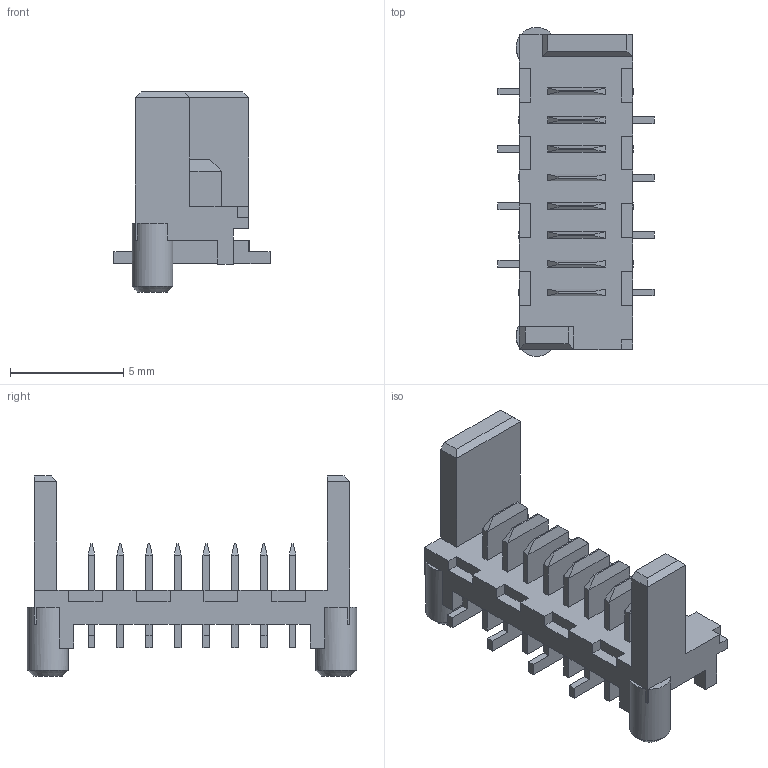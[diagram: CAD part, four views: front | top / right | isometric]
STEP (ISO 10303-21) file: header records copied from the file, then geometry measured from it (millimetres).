
FILE_DESCRIPTION(/* description */ ('model of Molex_Picoflex_90814_08x1.27mm_Straight_SMD'),/* implementation_level */ '2;1');
FILE_NAME(/* name */ 'Molex_Picoflex_90814_08x1.27mm_Straight_SMD.step',/* time_stamp */ '2017-08-11T16:33:48',/* author */ ('Stefan Olsson',''),/* organization */ (''),/* preprocessor_version */ '',/* originating_system */ '',/* authorisation */ '');
FILE_SCHEMA(('AUTOMOTIVE_DESIGN { 1 0 10303 214 1 1 1 1 }'));
Length unit declared in the file: millimetre
Products named in the file (1): Molex_Picoflex_90814_08
Bounding box: 6.9 x 14.55 x 8.85 mm (x, y, z)
Volume: 167.3 mm3; surface area: 506.4 mm2
Topology: 1 solids, 1 shells, 227 faces, 613 edges, 396 vertices
Faces by surface type: plane 223, cylinder 2, cone 2
Full cylindrical faces by diameter (mm): 1.8 x2
Entity records: 8541 total; most frequent: CARTESIAN_POINT 1237, ORIENTED_EDGE 1226, DIRECTION 1085, EDGE_CURVE 613, LINE 597, VECTOR 597, VERTEX_POINT 396, AXIS2_PLACEMENT_3D 244
